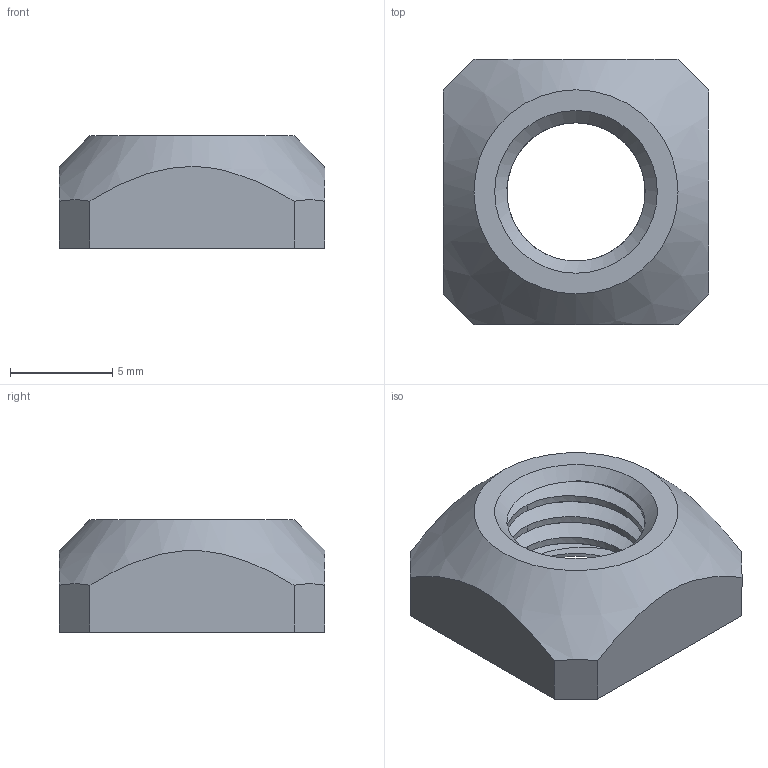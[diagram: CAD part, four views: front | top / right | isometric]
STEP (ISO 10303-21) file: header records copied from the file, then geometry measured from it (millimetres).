
FILE_DESCRIPTION(/* description */ (''),/* implementation_level */ '2;1');
FILE_NAME(/* name */ 'M8S-0 v3.step',/* time_stamp */ '2020-09-15T11:28:58-04:00',/* author */ (''),/* organization */ (''),/* preprocessor_version */ 'ST-DEVELOPER v18.1',/* originating_system */ 'Autodesk Translation Framework v9.3.0.1241',/* authorisation */ '');
FILE_SCHEMA (('AUTOMOTIVE_DESIGN { 1 0 10303 214 3 1 1 }'));
Length unit declared in the file: millimetre
Products named in the file (1): M8S-0
Bounding box: 13 x 13 x 5.5 mm (x, y, z)
Volume: 559.8 mm3; surface area: 637.3 mm2
Topology: 1 solids, 1 shells, 26 faces, 68 edges, 44 vertices
Faces by surface type: plane 12, cylinder 9, cone 3, bspline 2
Full cylindrical faces by diameter (mm): 6.779 x1, 8.17 x1
Entity records: 1602 total; most frequent: CARTESIAN_POINT 983, ORIENTED_EDGE 136, DIRECTION 98, EDGE_CURVE 68, VERTEX_POINT 44, AXIS2_PLACEMENT_3D 36, EDGE_LOOP 28, FACE_OUTER_BOUND 26
